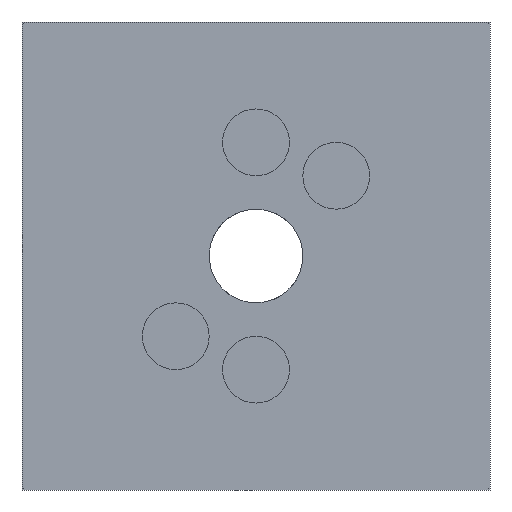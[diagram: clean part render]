
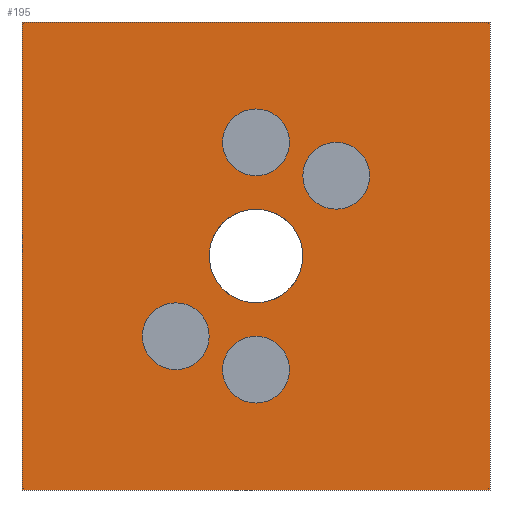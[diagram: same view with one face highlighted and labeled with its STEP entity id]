
A CAD part, front view. The second image highlights one B-rep face of the part: STEP entity #195.
In plain terms, the highlighted planar face has unit normal (0, -1, 0).
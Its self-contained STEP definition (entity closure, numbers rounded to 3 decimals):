
#15=LINE('',#369,#19);
#16=LINE('',#374,#20);
#17=LINE('',#378,#21);
#18=LINE('',#380,#22);
#19=VECTOR('',#273,10.);
#20=VECTOR('',#280,10.);
#21=VECTOR('',#285,10.);
#22=VECTOR('',#288,10.);
#35=PLANE('',#230);
#41=FACE_BOUND('',#79,.T.);
#42=FACE_BOUND('',#80,.T.);
#43=FACE_BOUND('',#81,.T.);
#44=FACE_BOUND('',#82,.T.);
#45=FACE_BOUND('',#83,.T.);
#59=FACE_OUTER_BOUND('',#78,.T.);
#78=EDGE_LOOP('',(#164,#165,#166,#167));
#79=EDGE_LOOP('',(#168));
#80=EDGE_LOOP('',(#169));
#81=EDGE_LOOP('',(#170));
#82=EDGE_LOOP('',(#171));
#83=EDGE_LOOP('',(#172));
#85=CIRCLE('',#206,2.5);
#87=CIRCLE('',#210,2.5);
#89=CIRCLE('',#214,2.5);
#91=CIRCLE('',#218,2.5);
#92=CIRCLE('',#221,3.5);
#94=VERTEX_POINT('',#295);
#96=VERTEX_POINT('',#301);
#98=VERTEX_POINT('',#307);
#100=VERTEX_POINT('',#313);
#105=VERTEX_POINT('',#363);
#106=VERTEX_POINT('',#366);
#107=VERTEX_POINT('',#368);
#108=VERTEX_POINT('',#372);
#109=VERTEX_POINT('',#376);
#111=EDGE_CURVE('',#94,#94,#85,.T.);
#113=EDGE_CURVE('',#96,#96,#87,.T.);
#115=EDGE_CURVE('',#98,#98,#89,.T.);
#117=EDGE_CURVE('',#100,#100,#91,.T.);
#122=EDGE_CURVE('',#105,#105,#92,.T.);
#124=EDGE_CURVE('',#107,#106,#15,.T.);
#127=EDGE_CURVE('',#106,#108,#16,.T.);
#129=EDGE_CURVE('',#108,#109,#17,.T.);
#130=EDGE_CURVE('',#109,#107,#18,.T.);
#164=ORIENTED_EDGE('',*,*,#127,.T.);
#165=ORIENTED_EDGE('',*,*,#129,.T.);
#166=ORIENTED_EDGE('',*,*,#130,.T.);
#167=ORIENTED_EDGE('',*,*,#124,.T.);
#168=ORIENTED_EDGE('',*,*,#111,.T.);
#169=ORIENTED_EDGE('',*,*,#113,.T.);
#170=ORIENTED_EDGE('',*,*,#115,.T.);
#171=ORIENTED_EDGE('',*,*,#117,.T.);
#172=ORIENTED_EDGE('',*,*,#122,.T.);
#195=ADVANCED_FACE('',(#59,#41,#42,#43,#44,#45),#35,.F.);
#206=AXIS2_PLACEMENT_3D('',#296,#237,#238);
#210=AXIS2_PLACEMENT_3D('',#302,#245,#246);
#214=AXIS2_PLACEMENT_3D('',#308,#253,#254);
#218=AXIS2_PLACEMENT_3D('',#314,#261,#262);
#221=AXIS2_PLACEMENT_3D('',#364,#267,#268);
#230=AXIS2_PLACEMENT_3D('',#381,#289,#290);
#237=DIRECTION('center_axis',(0.,1.,0.));
#238=DIRECTION('ref_axis',(-1.,0.,0.));
#245=DIRECTION('center_axis',(0.,1.,0.));
#246=DIRECTION('ref_axis',(-1.,0.,0.));
#253=DIRECTION('center_axis',(0.,1.,0.));
#254=DIRECTION('ref_axis',(-1.,0.,0.));
#261=DIRECTION('center_axis',(0.,1.,0.));
#262=DIRECTION('ref_axis',(-1.,0.,0.));
#267=DIRECTION('center_axis',(0.,1.,0.));
#268=DIRECTION('ref_axis',(-1.,0.,0.));
#273=DIRECTION('',(0.,0.,-1.));
#280=DIRECTION('',(1.,0.,0.));
#285=DIRECTION('',(0.,0.,1.));
#288=DIRECTION('',(-1.,0.,0.));
#289=DIRECTION('center_axis',(0.,1.,0.));
#290=DIRECTION('ref_axis',(0.,0.,1.));
#295=CARTESIAN_POINT('',(2.5,0.,8.5));
#296=CARTESIAN_POINT('Origin',(0.,0.,8.5));
#301=CARTESIAN_POINT('',(2.5,0.,-8.5));
#302=CARTESIAN_POINT('Origin',(0.,0.,-8.5));
#307=CARTESIAN_POINT('',(-3.5,0.,-6.));
#308=CARTESIAN_POINT('Origin',(-6.,0.,-6.));
#313=CARTESIAN_POINT('',(8.5,0.,6.));
#314=CARTESIAN_POINT('Origin',(6.,0.,6.));
#363=CARTESIAN_POINT('',(3.5,0.,0.));
#364=CARTESIAN_POINT('Origin',(0.,0.,0.));
#366=CARTESIAN_POINT('',(-17.5,0.,-17.5));
#368=CARTESIAN_POINT('',(-17.5,0.,17.5));
#369=CARTESIAN_POINT('',(-17.5,0.,17.5));
#372=CARTESIAN_POINT('',(17.5,0.,-17.5));
#374=CARTESIAN_POINT('',(-17.5,0.,-17.5));
#376=CARTESIAN_POINT('',(17.5,0.,17.5));
#378=CARTESIAN_POINT('',(17.5,0.,-17.5));
#380=CARTESIAN_POINT('',(17.5,0.,17.5));
#381=CARTESIAN_POINT('Origin',(0.,0.,0.));
